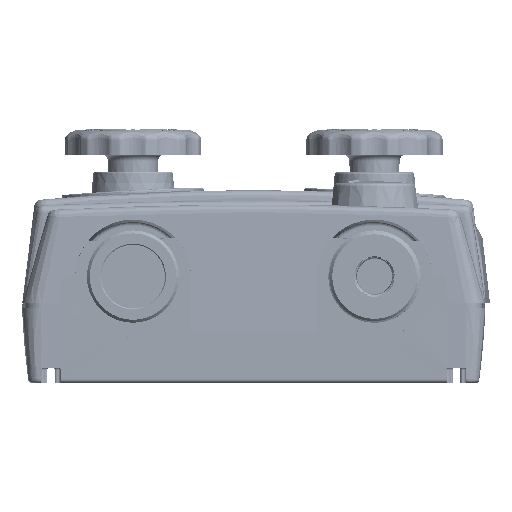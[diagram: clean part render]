
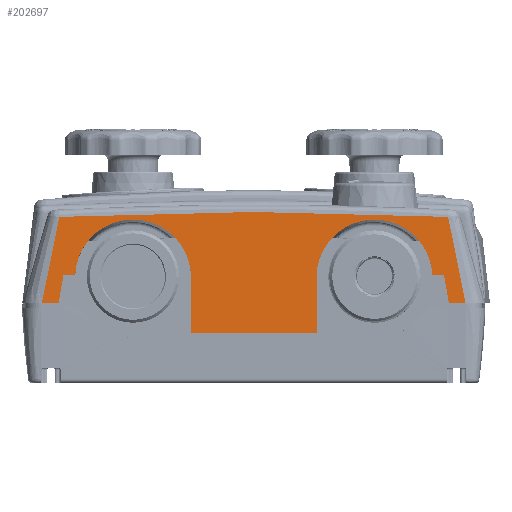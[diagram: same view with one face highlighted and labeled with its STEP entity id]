
A CAD part, front view. The second image highlights one B-rep face of the part: STEP entity #202697.
In plain terms, the highlighted planar face has unit normal (0, -0.999, 0.035).
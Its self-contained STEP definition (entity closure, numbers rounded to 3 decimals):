
#202575=AXIS2_PLACEMENT_3D('Plane Axis2P3D',#202572,#202573,#202574) ;
#200923=CARTESIAN_POINT('Vertex',(-30.,-358.879,-29.15)) ;
#200942=CARTESIAN_POINT('Vertex',(-30.,-357.877,-0.45)) ;
#200945=CARTESIAN_POINT('Line Origine',(-30.,-358.378,-14.8)) ;
#202262=CARTESIAN_POINT('Vertex',(-163.143,-356.782,30.908)) ;
#202337=CARTESIAN_POINT('Control Point',(38.143,-356.782,30.908)) ;
#202338=CARTESIAN_POINT('Control Point',(-2.08,-356.711,32.933)) ;
#202339=CARTESIAN_POINT('Control Point',(-42.354,-356.676,33.946)) ;
#202340=CARTESIAN_POINT('Control Point',(-82.646,-356.676,33.946)) ;
#202341=CARTESIAN_POINT('Control Point',(-122.92,-356.711,32.933)) ;
#202342=CARTESIAN_POINT('Control Point',(-163.143,-356.782,30.908)) ;
#202343=CARTESIAN_POINT('Vertex',(38.143,-356.782,30.908)) ;
#202521=CARTESIAN_POINT('Vertex',(47.219,-358.347,-13.9)) ;
#202524=CARTESIAN_POINT('Line Origine',(42.905,-358.347,-13.9)) ;
#202528=CARTESIAN_POINT('Vertex',(38.591,-358.347,-13.9)) ;
#202572=CARTESIAN_POINT('Axis2P3D Location',(-62.5,-357.1,21.8)) ;
#202578=CARTESIAN_POINT('Control Point',(-163.143,-356.782,30.908)) ;
#202579=CARTESIAN_POINT('Control Point',(-166.46,-357.302,16.018)) ;
#202580=CARTESIAN_POINT('Control Point',(-169.486,-357.824,1.078)) ;
#202581=CARTESIAN_POINT('Control Point',(-172.219,-358.347,-13.9)) ;
#202582=CARTESIAN_POINT('Vertex',(-172.219,-358.347,-13.9)) ;
#202586=CARTESIAN_POINT('Control Point',(-163.591,-358.347,-13.9)) ;
#202587=CARTESIAN_POINT('Control Point',(-172.219,-358.347,-13.9)) ;
#202588=CARTESIAN_POINT('Vertex',(-163.591,-358.347,-13.9)) ;
#202592=CARTESIAN_POINT('Control Point',(-163.591,-358.347,-13.9)) ;
#202593=CARTESIAN_POINT('Control Point',(-160.99,-357.832,0.85)) ;
#202594=CARTESIAN_POINT('Vertex',(-160.99,-357.832,0.85)) ;
#202597=CARTESIAN_POINT('Line Origine',(-62.5,-357.832,0.85)) ;
#202601=CARTESIAN_POINT('Vertex',(-154.972,-357.832,0.85)) ;
#202605=CARTESIAN_POINT('Control Point',(-154.972,-357.832,0.85)) ;
#202606=CARTESIAN_POINT('Control Point',(-154.766,-357.666,5.598)) ;
#202607=CARTESIAN_POINT('Control Point',(-153.62,-357.501,10.304)) ;
#202608=CARTESIAN_POINT('Control Point',(-151.544,-357.347,14.722)) ;
#202609=CARTESIAN_POINT('Control Point',(-145.601,-357.068,22.705)) ;
#202610=CARTESIAN_POINT('Control Point',(-136.993,-356.892,27.745)) ;
#202611=CARTESIAN_POINT('Control Point',(-132.088,-356.836,29.358)) ;
#202612=CARTESIAN_POINT('Control Point',(-121.907,-356.798,30.442)) ;
#202613=CARTESIAN_POINT('Control Point',(-112.143,-356.906,27.361)) ;
#202614=CARTESIAN_POINT('Control Point',(-107.656,-356.995,24.807)) ;
#202615=CARTESIAN_POINT('Control Point',(-101.13,-357.199,18.977)) ;
#202616=CARTESIAN_POINT('Control Point',(-97.064,-357.466,11.333)) ;
#202617=CARTESIAN_POINT('Control Point',(-95.862,-357.584,7.931)) ;
#202618=CARTESIAN_POINT('Control Point',(-95.182,-357.708,4.402)) ;
#202619=CARTESIAN_POINT('Control Point',(-95.028,-357.832,0.85)) ;
#202620=CARTESIAN_POINT('Vertex',(-95.028,-357.832,0.85)) ;
#202624=CARTESIAN_POINT('Control Point',(-95.028,-357.832,0.85)) ;
#202625=CARTESIAN_POINT('Control Point',(-95.009,-357.847,0.417)) ;
#202626=CARTESIAN_POINT('Control Point',(-95.,-357.862,-0.016)) ;
#202627=CARTESIAN_POINT('Control Point',(-95.,-357.877,-0.45)) ;
#202628=CARTESIAN_POINT('Vertex',(-95.,-357.877,-0.45)) ;
#202631=CARTESIAN_POINT('Line Origine',(-95.,-357.877,-0.45)) ;
#202635=CARTESIAN_POINT('Vertex',(-95.,-358.879,-29.15)) ;
#202638=CARTESIAN_POINT('Line Origine',(-62.5,-358.879,-29.15)) ;
#202644=CARTESIAN_POINT('Control Point',(-30.,-357.877,-0.45)) ;
#202645=CARTESIAN_POINT('Control Point',(-30.,-357.702,4.562)) ;
#202646=CARTESIAN_POINT('Control Point',(-28.953,-357.527,9.574)) ;
#202647=CARTESIAN_POINT('Control Point',(-26.859,-357.362,14.295)) ;
#202648=CARTESIAN_POINT('Control Point',(-20.831,-357.073,22.571)) ;
#202649=CARTESIAN_POINT('Control Point',(-11.993,-356.892,27.745)) ;
#202650=CARTESIAN_POINT('Control Point',(-7.088,-356.836,29.358)) ;
#202651=CARTESIAN_POINT('Control Point',(3.093,-356.798,30.442)) ;
#202652=CARTESIAN_POINT('Control Point',(12.857,-356.906,27.361)) ;
#202653=CARTESIAN_POINT('Control Point',(17.344,-356.995,24.807)) ;
#202654=CARTESIAN_POINT('Control Point',(23.87,-357.199,18.977)) ;
#202655=CARTESIAN_POINT('Control Point',(27.936,-357.466,11.333)) ;
#202656=CARTESIAN_POINT('Control Point',(29.138,-357.584,7.931)) ;
#202657=CARTESIAN_POINT('Control Point',(29.818,-357.708,4.402)) ;
#202658=CARTESIAN_POINT('Control Point',(29.972,-357.832,0.85)) ;
#202659=CARTESIAN_POINT('Vertex',(29.972,-357.832,0.85)) ;
#202662=CARTESIAN_POINT('Line Origine',(-62.5,-357.832,0.85)) ;
#202666=CARTESIAN_POINT('Vertex',(35.99,-357.832,0.85)) ;
#202670=CARTESIAN_POINT('Control Point',(38.591,-358.347,-13.9)) ;
#202671=CARTESIAN_POINT('Control Point',(35.99,-357.832,0.85)) ;
#202674=CARTESIAN_POINT('Control Point',(47.219,-358.347,-13.9)) ;
#202675=CARTESIAN_POINT('Control Point',(45.169,-357.954,-2.666)) ;
#202676=CARTESIAN_POINT('Control Point',(42.973,-357.563,8.547)) ;
#202677=CARTESIAN_POINT('Control Point',(40.63,-357.172,19.742)) ;
#202678=CARTESIAN_POINT('Control Point',(38.143,-356.782,30.908)) ;
#200946=DIRECTION('Vector Direction',(0.,-0.035,-0.999)) ;
#202525=DIRECTION('Vector Direction',(-1.,0.,0.)) ;
#202573=DIRECTION('Axis2P3D Direction',(0.,-0.999,0.035)) ;
#202574=DIRECTION('Axis2P3D XDirection',(-1.,0.,0.)) ;
#202598=DIRECTION('Vector Direction',(-1.,0.,0.)) ;
#202632=DIRECTION('Vector Direction',(0.,-0.035,-0.999)) ;
#202639=DIRECTION('Vector Direction',(-1.,0.,0.)) ;
#202663=DIRECTION('Vector Direction',(-1.,0.,0.)) ;
#200947=VECTOR('Line Direction',#200946,1.) ;
#202526=VECTOR('Line Direction',#202525,1.) ;
#202599=VECTOR('Line Direction',#202598,1.) ;
#202633=VECTOR('Line Direction',#202632,1.) ;
#202640=VECTOR('Line Direction',#202639,1.) ;
#202664=VECTOR('Line Direction',#202663,1.) ;
#202681=ORIENTED_EDGE('',*,*,#202584,.F.) ;
#202682=ORIENTED_EDGE('',*,*,#202590,.F.) ;
#202683=ORIENTED_EDGE('',*,*,#202596,.T.) ;
#202684=ORIENTED_EDGE('',*,*,#202603,.F.) ;
#202685=ORIENTED_EDGE('',*,*,#202622,.T.) ;
#202686=ORIENTED_EDGE('',*,*,#202630,.T.) ;
#202687=ORIENTED_EDGE('',*,*,#202637,.F.) ;
#202688=ORIENTED_EDGE('',*,*,#202642,.T.) ;
#202689=ORIENTED_EDGE('',*,*,#200949,.F.) ;
#202690=ORIENTED_EDGE('',*,*,#202661,.T.) ;
#202691=ORIENTED_EDGE('',*,*,#202668,.F.) ;
#202692=ORIENTED_EDGE('',*,*,#202672,.F.) ;
#202693=ORIENTED_EDGE('',*,*,#202530,.F.) ;
#202694=ORIENTED_EDGE('',*,*,#202679,.F.) ;
#202695=ORIENTED_EDGE('',*,*,#202345,.F.) ;
#202697=ADVANCED_FACE('PartBody',(#202696),#202576,.T.) ;
#202336=B_SPLINE_CURVE_WITH_KNOTS('',5,(#202337,#202338,#202339,#202340,#202341,#202342),.UNSPECIFIED.,.F.,.U.,(6,6),(75.13,360.198),.UNSPECIFIED.) ;
#202577=B_SPLINE_CURVE_WITH_KNOTS('',3,(#202578,#202579,#202580,#202581),.UNSPECIFIED.,.F.,.U.,(4,4),(30.443,109.95),.UNSPECIFIED.) ;
#202585=B_SPLINE_CURVE_WITH_KNOTS('',1,(#202586,#202587),.UNSPECIFIED.,.F.,.U.,(2,2),(101.091,109.719),.UNSPECIFIED.) ;
#202591=B_SPLINE_CURVE_WITH_KNOTS('',1,(#202592,#202593),.UNSPECIFIED.,.F.,.U.,(2,2),(-7.493,7.493),.UNSPECIFIED.) ;
#202604=B_SPLINE_CURVE_WITH_KNOTS('',5,(#202605,#202606,#202607,#202608,#202609,#202610,#202611,#202612,#202613,#202614,#202615,#202616,#202617,#202618,#202619),.UNSPECIFIED.,.F.,.U.,(6,3,3,3,6),(1.84,35.462,70.897,106.334,131.486),.UNSPECIFIED.) ;
#202623=B_SPLINE_CURVE_WITH_KNOTS('',3,(#202624,#202625,#202626,#202627),.UNSPECIFIED.,.F.,.U.,(4,4),(131.486,133.326),.UNSPECIFIED.) ;
#202643=B_SPLINE_CURVE_WITH_KNOTS('',5,(#202644,#202645,#202646,#202647,#202648,#202649,#202650,#202651,#202652,#202653,#202654,#202655,#202656,#202657,#202658),.UNSPECIFIED.,.F.,.U.,(6,3,3,3,6),(0.,35.462,70.897,106.334,131.486),.UNSPECIFIED.) ;
#202669=B_SPLINE_CURVE_WITH_KNOTS('',1,(#202670,#202671),.UNSPECIFIED.,.F.,.U.,(2,2),(-7.493,7.493),.UNSPECIFIED.) ;
#202673=B_SPLINE_CURVE_WITH_KNOTS('',4,(#202674,#202675,#202676,#202677,#202678),.UNSPECIFIED.,.F.,.U.,(5,5),(24.601,104.109),.UNSPECIFIED.) ;
#200949=EDGE_CURVE('',#200943,#200924,#200948,.T.) ;
#202345=EDGE_CURVE('',#202263,#202344,#202336,.F.) ;
#202530=EDGE_CURVE('',#202522,#202529,#202527,.T.) ;
#202584=EDGE_CURVE('',#202583,#202263,#202577,.F.) ;
#202590=EDGE_CURVE('',#202589,#202583,#202585,.T.) ;
#202596=EDGE_CURVE('',#202589,#202595,#202591,.T.) ;
#202603=EDGE_CURVE('',#202602,#202595,#202600,.T.) ;
#202622=EDGE_CURVE('',#202602,#202621,#202604,.T.) ;
#202630=EDGE_CURVE('',#202621,#202629,#202623,.T.) ;
#202637=EDGE_CURVE('',#202636,#202629,#202634,.F.) ;
#202642=EDGE_CURVE('',#202636,#200924,#202641,.F.) ;
#202661=EDGE_CURVE('',#200943,#202660,#202643,.T.) ;
#202668=EDGE_CURVE('',#202667,#202660,#202665,.T.) ;
#202672=EDGE_CURVE('',#202529,#202667,#202669,.T.) ;
#202679=EDGE_CURVE('',#202344,#202522,#202673,.F.) ;
#202680=EDGE_LOOP('',(#202681,#202682,#202683,#202684,#202685,#202686,#202687,#202688,#202689,#202690,#202691,#202692,#202693,#202694,#202695)) ;
#202696=FACE_OUTER_BOUND('',#202680,.T.) ;
#200948=LINE('Line',#200945,#200947) ;
#202527=LINE('Line',#202524,#202526) ;
#202600=LINE('Line',#202597,#202599) ;
#202634=LINE('Line',#202631,#202633) ;
#202641=LINE('Line',#202638,#202640) ;
#202665=LINE('Line',#202662,#202664) ;
#202576=PLANE('',#202575) ;
#200924=VERTEX_POINT('',#200923) ;
#200943=VERTEX_POINT('',#200942) ;
#202263=VERTEX_POINT('',#202262) ;
#202344=VERTEX_POINT('',#202343) ;
#202522=VERTEX_POINT('',#202521) ;
#202529=VERTEX_POINT('',#202528) ;
#202583=VERTEX_POINT('',#202582) ;
#202589=VERTEX_POINT('',#202588) ;
#202595=VERTEX_POINT('',#202594) ;
#202602=VERTEX_POINT('',#202601) ;
#202621=VERTEX_POINT('',#202620) ;
#202629=VERTEX_POINT('',#202628) ;
#202636=VERTEX_POINT('',#202635) ;
#202660=VERTEX_POINT('',#202659) ;
#202667=VERTEX_POINT('',#202666) ;
